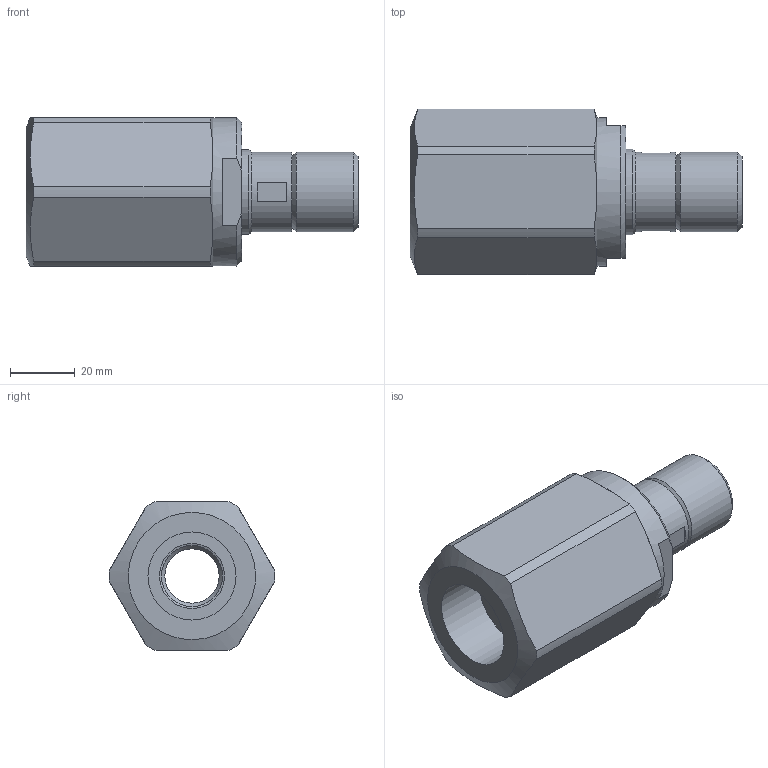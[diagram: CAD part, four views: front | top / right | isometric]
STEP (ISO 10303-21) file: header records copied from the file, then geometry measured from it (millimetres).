
FILE_DESCRIPTION (( 'STEP AP214' ), '1' );
FILE_NAME ('BAL-GGL19-IC-KAF.STEP', '2016-08-23T09:31:13', ( '' ), ( '' ), 'SwSTEP 2.0', 'SolidWorks 2016', '' );
FILE_SCHEMA (( 'AUTOMOTIVE_DESIGN' ));
Length unit declared in the file: millimetre
Products named in the file (1): BAL-GGL19-IC-KAF
Bounding box: 102.78 x 51.38 x 46 mm (x, y, z)
Volume: 107079.3 mm3; surface area: 21944.9 mm2
Topology: 1 solids, 1 shells, 50 faces, 113 edges, 70 vertices
Faces by surface type: plane 21, cone 16, cylinder 13
Full cylindrical faces by diameter (mm): 16.819 x1, 20.082 x1, 24.667 x2, 26.349 x1, 27.284 x1, 46 x1
Entity records: 1426 total; most frequent: CARTESIAN_POINT 345, DIRECTION 222, ORIENTED_EDGE 192, AXIS2_PLACEMENT_3D 97, EDGE_CURVE 96, EDGE_LOOP 72, VERTEX_POINT 68, FACE_OUTER_BOUND 57
